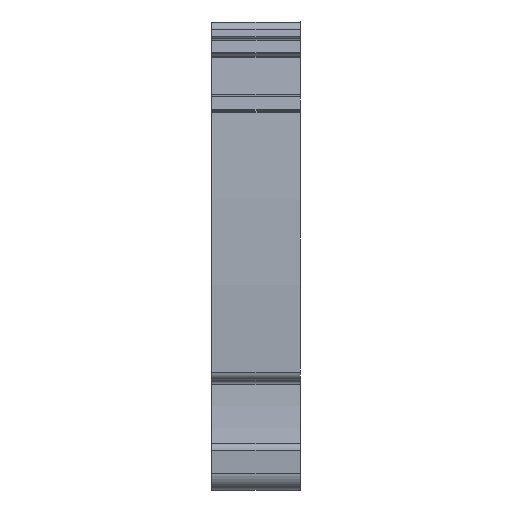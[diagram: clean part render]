
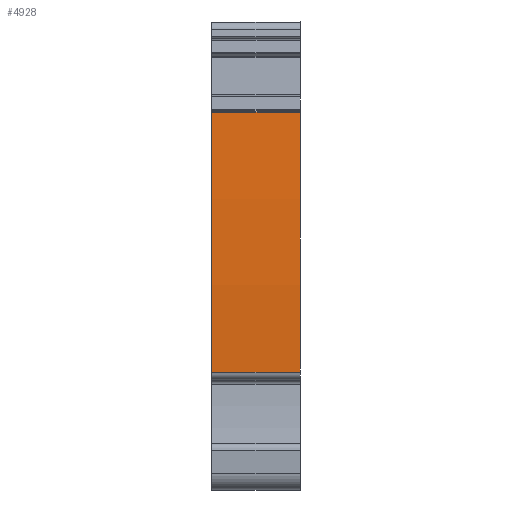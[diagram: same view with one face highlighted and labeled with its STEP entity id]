
A CAD part, front view. The second image highlights one B-rep face of the part: STEP entity #4928.
In plain terms, the highlighted cylindrical face has radius 240 mm (diameter 480 mm), a partial arc.
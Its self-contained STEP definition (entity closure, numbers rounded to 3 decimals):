
#425=AXIS2_PLACEMENT_3D('Circle Axis2P3D',#423,#424,$) ;
#3588=AXIS2_PLACEMENT_3D('Circle Axis2P3D',#3586,#3587,$) ;
#4314=AXIS2_PLACEMENT_3D('Cylinder Axis2P3D',#4311,#4312,#4313) ;
#420=CARTESIAN_POINT('Vertex',(10.,1.73,42.906)) ;
#423=CARTESIAN_POINT('Axis2P3D Location',(10.,241.169,26.5)) ;
#427=CARTESIAN_POINT('Vertex',(10.,1.527,13.395)) ;
#2230=CARTESIAN_POINT('Vertex',(0.,1.527,13.395)) ;
#2233=CARTESIAN_POINT('Line Origine',(5.,1.527,13.395)) ;
#3586=CARTESIAN_POINT('Axis2P3D Location',(0.,241.169,26.5)) ;
#3590=CARTESIAN_POINT('Vertex',(0.,1.73,42.906)) ;
#4311=CARTESIAN_POINT('Axis2P3D Location',(5.,241.169,26.5)) ;
#4909=CARTESIAN_POINT('Line Origine',(5.05,1.73,42.906)) ;
#424=DIRECTION('Axis2P3D Direction',(1.,0.,0.)) ;
#2234=DIRECTION('Vector Direction',(1.,0.,0.)) ;
#3587=DIRECTION('Axis2P3D Direction',(1.,0.,0.)) ;
#4312=DIRECTION('Axis2P3D Direction',(1.,0.,0.)) ;
#4313=DIRECTION('Axis2P3D XDirection',(0.,-0.994,0.107)) ;
#4910=DIRECTION('Vector Direction',(1.,0.,0.)) ;
#2235=VECTOR('Line Direction',#2234,1.) ;
#4911=VECTOR('Line Direction',#4910,1.) ;
#4923=ORIENTED_EDGE('',*,*,#3592,.T.) ;
#4924=ORIENTED_EDGE('',*,*,#2237,.F.) ;
#4925=ORIENTED_EDGE('',*,*,#429,.F.) ;
#4926=ORIENTED_EDGE('',*,*,#4913,.T.) ;
#4928=ADVANCED_FACE('MLD',(#4927),#4315,.T.) ;
#426=CIRCLE('generated circle',#425,240.) ;
#3589=CIRCLE('generated circle',#3588,240.) ;
#4315=CYLINDRICAL_SURFACE('generated cylinder',#4314,240.) ;
#429=EDGE_CURVE('',#421,#428,#426,.T.) ;
#2237=EDGE_CURVE('',#428,#2231,#2236,.F.) ;
#3592=EDGE_CURVE('',#3591,#2231,#3589,.T.) ;
#4913=EDGE_CURVE('',#421,#3591,#4912,.F.) ;
#4922=EDGE_LOOP('',(#4923,#4924,#4925,#4926)) ;
#4927=FACE_OUTER_BOUND('',#4922,.T.) ;
#2236=LINE('Line',#2233,#2235) ;
#4912=LINE('Line',#4909,#4911) ;
#421=VERTEX_POINT('',#420) ;
#428=VERTEX_POINT('',#427) ;
#2231=VERTEX_POINT('',#2230) ;
#3591=VERTEX_POINT('',#3590) ;
